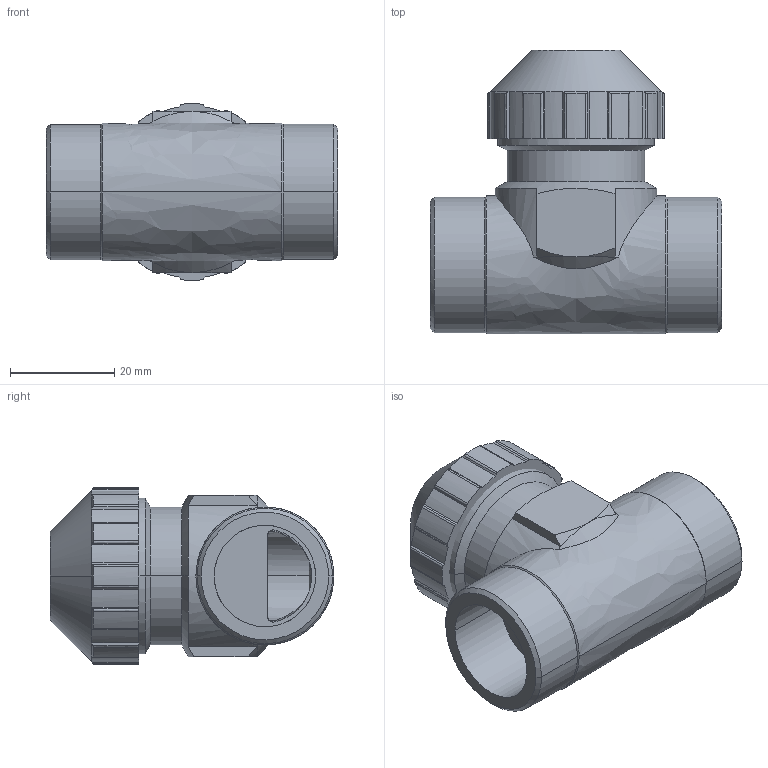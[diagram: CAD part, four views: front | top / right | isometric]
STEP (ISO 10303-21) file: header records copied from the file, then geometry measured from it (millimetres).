
FILE_DESCRIPTION (( 'STEP AP214' ), '1' );
FILE_NAME ('2-34.STEP', '2025-09-18T13:41:03', ( '微软用户' ), ( '微软中国' ), 'SwSTEP 2.0', 'SolidWorks 2021', '' );
FILE_SCHEMA (( 'AUTOMOTIVE_DESIGN' ));
Length unit declared in the file: millimetre
Products named in the file (1): 2-34
Bounding box: 56 x 54.52 x 34 mm (x, y, z)
Volume: 23635.5 mm3; surface area: 16321.4 mm2
Topology: 3 solids, 3 shells, 179 faces, 638 edges, 471 vertices
Faces by surface type: bspline 179
Entity records: 13115 total; most frequent: CARTESIAN_POINT 7760, ORIENTED_EDGE 1272, EDGE_CURVE 636, VERTEX_POINT 471, B_SPLINE_CURVE_WITH_KNOTS 329, EDGE_LOOP 191, UNCERTAINTY_MEASURE_WITH_UNIT 184, MECHANICAL_DESIGN_GEOMETRIC_PRESENTATION_REPRESENTATION 183
